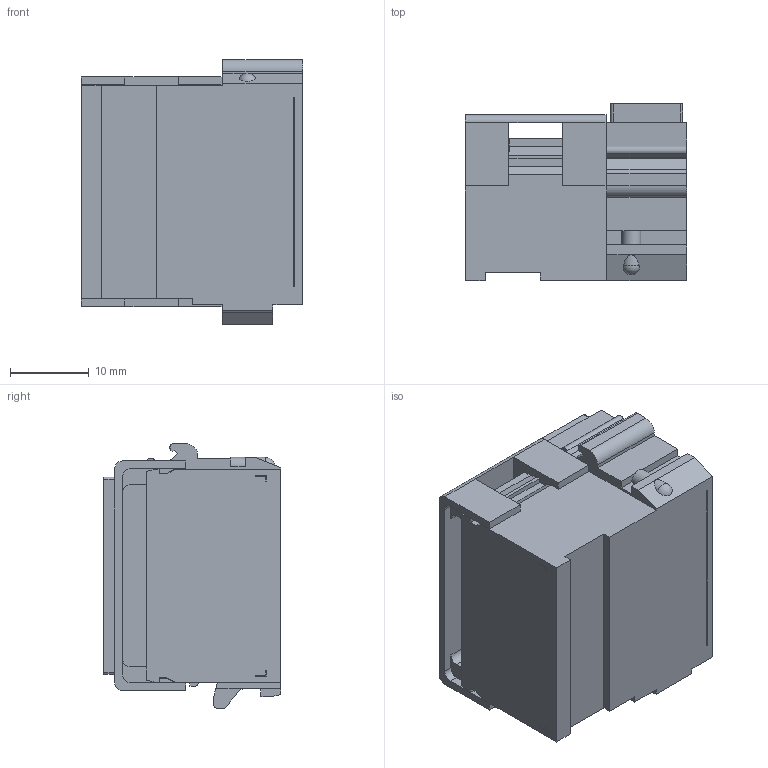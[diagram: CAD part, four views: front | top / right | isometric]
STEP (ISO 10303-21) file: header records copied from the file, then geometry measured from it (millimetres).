
FILE_DESCRIPTION((''),'2;1');
FILE_NAME('00176520202','2020-08-31T',('presta_be4'),(''),'CREO PARAMETRIC BY PTC INC, 2018360','CREO PARAMETRIC BY PTC INC, 2018360','');
FILE_SCHEMA(('CONFIG_CONTROL_DESIGN'));
Products named in the file (1): 00176520202
Bounding box: 28 x 22.45 x 33.55 mm (x, y, z)
Volume: 8995.7 mm3; surface area: 11857.7 mm2
Topology: 13 solids, 13 shells, 3148 faces, 7856 edges, 4995 vertices
Faces by surface type: plane 1929, cylinder 490, cone 440, torus 288, sphere 1
Entity records: 95662 total; most frequent: CARTESIAN_POINT 18994, DIRECTION 16327, ORIENTED_EDGE 15648, EDGE_CURVE 7824, AXIS2_PLACEMENT_3D 5761, VERTEX_POINT 4995, VECTOR 4805, LINE 4805
